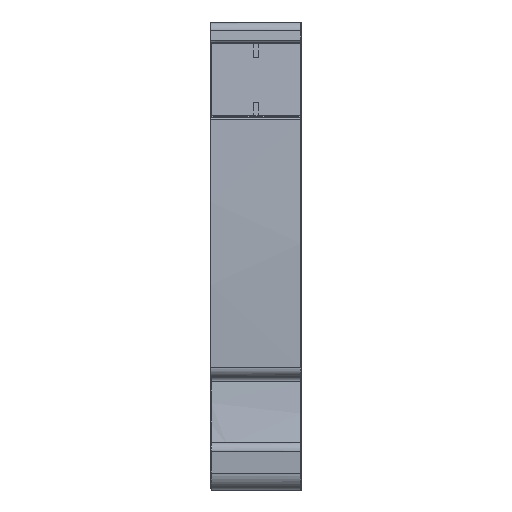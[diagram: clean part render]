
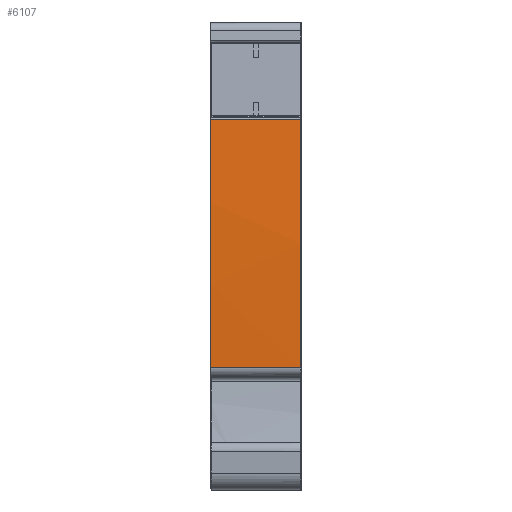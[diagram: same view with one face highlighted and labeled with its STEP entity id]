
A CAD part, front view. The second image highlights one B-rep face of the part: STEP entity #6107.
In plain terms, the highlighted cylindrical face has radius 230.64 mm (diameter 461.28 mm), a partial arc.
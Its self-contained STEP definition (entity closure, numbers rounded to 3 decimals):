
#3375=AXIS2_PLACEMENT_3D('Circle Axis2P3D',#3373,#3374,$) ;
#5355=AXIS2_PLACEMENT_3D('Cylinder Axis2P3D',#5352,#5353,#5354) ;
#900=CARTESIAN_POINT('Vertex',(9.95,1.798,40.814)) ;
#904=CARTESIAN_POINT('Control Point',(9.95,1.798,40.814)) ;
#905=CARTESIAN_POINT('Control Point',(9.95,1.423,35.351)) ;
#906=CARTESIAN_POINT('Control Point',(9.95,1.211,29.876)) ;
#907=CARTESIAN_POINT('Control Point',(9.95,1.161,24.397)) ;
#908=CARTESIAN_POINT('Control Point',(9.95,1.275,18.919)) ;
#909=CARTESIAN_POINT('Control Point',(9.95,1.55,13.45)) ;
#910=CARTESIAN_POINT('Vertex',(9.95,1.55,13.45)) ;
#3370=CARTESIAN_POINT('Vertex',(0.,1.55,13.45)) ;
#3373=CARTESIAN_POINT('Axis2P3D Location',(0.,231.898,25.05)) ;
#3377=CARTESIAN_POINT('Vertex',(0.,1.798,40.814)) ;
#5352=CARTESIAN_POINT('Axis2P3D Location',(5.,231.898,25.05)) ;
#6084=CARTESIAN_POINT('Line Origine',(5.,1.798,40.814)) ;
#6096=CARTESIAN_POINT('Line Origine',(5.,1.55,13.45)) ;
#3374=DIRECTION('Axis2P3D Direction',(1.,0.,0.)) ;
#5353=DIRECTION('Axis2P3D Direction',(1.,0.,0.)) ;
#5354=DIRECTION('Axis2P3D XDirection',(0.,-0.994,0.111)) ;
#6085=DIRECTION('Vector Direction',(1.,0.,0.)) ;
#6097=DIRECTION('Vector Direction',(1.,0.,0.)) ;
#6086=VECTOR('Line Direction',#6085,1.) ;
#6098=VECTOR('Line Direction',#6097,1.) ;
#6102=ORIENTED_EDGE('',*,*,#6088,.T.) ;
#6103=ORIENTED_EDGE('',*,*,#3379,.T.) ;
#6104=ORIENTED_EDGE('',*,*,#6100,.F.) ;
#6105=ORIENTED_EDGE('',*,*,#912,.T.) ;
#6107=ADVANCED_FACE('MLD 1',(#6106),#5356,.T.) ;
#903=B_SPLINE_CURVE_WITH_KNOTS('',5,(#904,#905,#906,#907,#908,#909),.UNSPECIFIED.,.F.,.U.,(6,6),(0.,38.724),.UNSPECIFIED.) ;
#3376=CIRCLE('generated circle',#3375,230.64) ;
#5356=CYLINDRICAL_SURFACE('generated cylinder',#5355,230.64) ;
#912=EDGE_CURVE('',#911,#901,#903,.F.) ;
#3379=EDGE_CURVE('',#3378,#3371,#3376,.T.) ;
#6088=EDGE_CURVE('',#901,#3378,#6087,.F.) ;
#6100=EDGE_CURVE('',#911,#3371,#6099,.F.) ;
#6101=EDGE_LOOP('',(#6102,#6103,#6104,#6105)) ;
#6106=FACE_OUTER_BOUND('',#6101,.T.) ;
#6087=LINE('Line',#6084,#6086) ;
#6099=LINE('Line',#6096,#6098) ;
#901=VERTEX_POINT('',#900) ;
#911=VERTEX_POINT('',#910) ;
#3371=VERTEX_POINT('',#3370) ;
#3378=VERTEX_POINT('',#3377) ;
